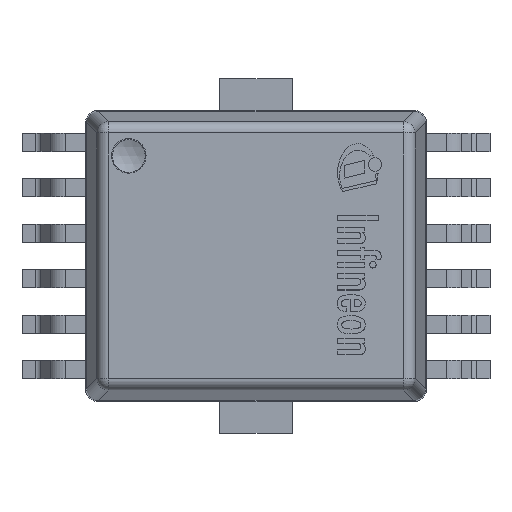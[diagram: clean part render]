
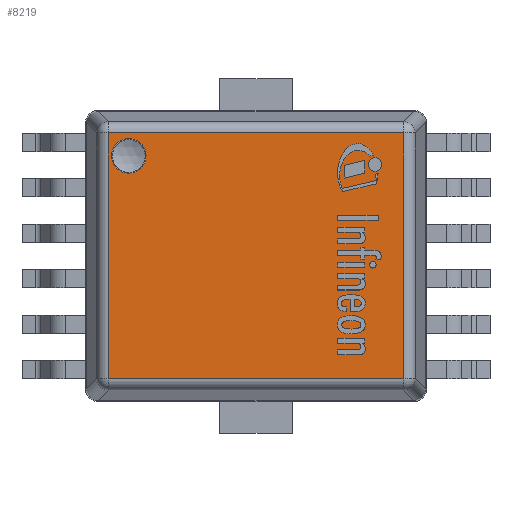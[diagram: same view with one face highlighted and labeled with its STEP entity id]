
A CAD part, top view. The second image highlights one B-rep face of the part: STEP entity #8219.
In plain terms, the highlighted planar face has unit normal (0, 0, 1).
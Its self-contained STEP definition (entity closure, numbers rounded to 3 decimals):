
#47=FACE_BOUND('',#1307,.T.);
#375=PLANE('',#9084);
#837=FACE_OUTER_BOUND('',#1306,.T.);
#1306=EDGE_LOOP('',(#7563,#7564,#7565,#7566));
#1307=EDGE_LOOP('',(#7567));
#2098=LINE('',#13941,#2901);
#2099=LINE('',#13943,#2902);
#2101=LINE('',#13946,#2904);
#2105=LINE('',#13955,#2908);
#2901=VECTOR('',#11517,1.);
#2902=VECTOR('',#11520,1.);
#2904=VECTOR('',#11524,1.);
#2908=VECTOR('',#11534,1.);
#3263=CIRCLE('',#9052,0.381);
#4033=VERTEX_POINT('',#13897);
#4036=VERTEX_POINT('',#13903);
#4037=VERTEX_POINT('',#13907);
#4041=VERTEX_POINT('',#13915);
#4046=VERTEX_POINT('',#13928);
#5191=EDGE_CURVE('',#4033,#4033,#3263,.T.);
#5211=EDGE_CURVE('',#4037,#4046,#2098,.T.);
#5212=EDGE_CURVE('',#4046,#4041,#2099,.T.);
#5214=EDGE_CURVE('',#4041,#4036,#2101,.T.);
#5219=EDGE_CURVE('',#4036,#4037,#2105,.T.);
#7563=ORIENTED_EDGE('',*,*,#5211,.F.);
#7564=ORIENTED_EDGE('',*,*,#5219,.F.);
#7565=ORIENTED_EDGE('',*,*,#5214,.F.);
#7566=ORIENTED_EDGE('',*,*,#5212,.F.);
#7567=ORIENTED_EDGE('',*,*,#5191,.T.);
#8219=ADVANCED_FACE('',(#837,#47),#375,.T.);
#9052=AXIS2_PLACEMENT_3D('',#13898,#11468,#11469);
#9084=AXIS2_PLACEMENT_3D('',#13970,#11552,#11553);
#11468=DIRECTION('center_axis',(0.,0.,-1.));
#11469=DIRECTION('ref_axis',(0.,1.,0.));
#11517=DIRECTION('',(0.,1.,0.));
#11520=DIRECTION('',(1.,0.,0.));
#11524=DIRECTION('',(0.,-1.,0.));
#11534=DIRECTION('',(-1.,0.,0.));
#11552=DIRECTION('center_axis',(0.,0.,1.));
#11553=DIRECTION('ref_axis',(1.,0.,0.));
#13897=CARTESIAN_POINT('',(-2.8,1.819,2.6));
#13898=CARTESIAN_POINT('Origin',(-2.8,2.2,2.6));
#13903=CARTESIAN_POINT('',(3.255,-2.705,2.6));
#13907=CARTESIAN_POINT('',(-3.255,-2.705,2.6));
#13915=CARTESIAN_POINT('',(3.255,2.705,2.6));
#13928=CARTESIAN_POINT('',(-3.255,2.705,2.6));
#13941=CARTESIAN_POINT('',(-3.255,-3.175,2.6));
#13943=CARTESIAN_POINT('',(-3.599,2.705,2.6));
#13946=CARTESIAN_POINT('',(3.255,-3.175,2.6));
#13955=CARTESIAN_POINT('',(-3.599,-2.705,2.6));
#13970=CARTESIAN_POINT('Origin',(-3.472,-3.175,2.6));
